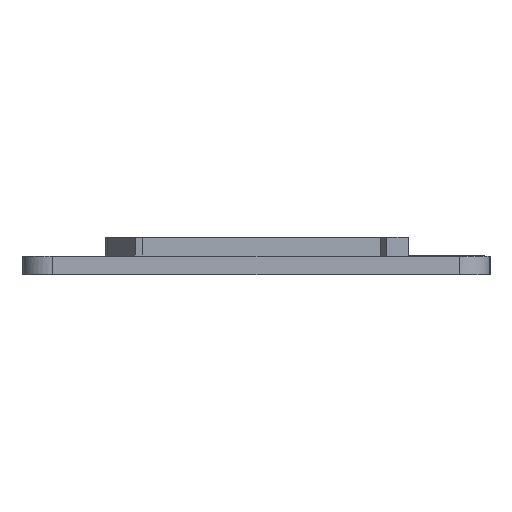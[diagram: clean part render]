
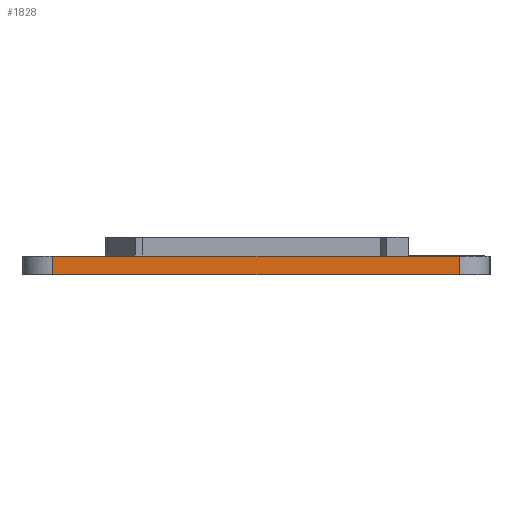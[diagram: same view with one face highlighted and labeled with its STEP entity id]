
A CAD part, left-side view. The second image highlights one B-rep face of the part: STEP entity #1828.
In plain terms, the highlighted free-form (B-spline) face has degree [1, 1] with [2, 2] control points.
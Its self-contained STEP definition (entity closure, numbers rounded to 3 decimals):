
#858 = VERTEX_POINT('',#859);
#859 = CARTESIAN_POINT('',(0.,83.013,0.));
#865 = EDGE_CURVE('',#866,#858,#868,.T.);
#866 = VERTEX_POINT('',#867);
#867 = CARTESIAN_POINT('',(0.,5.876,0.));
#868 = B_SPLINE_CURVE_WITH_KNOTS('',1,(#869,#870),.UNSPECIFIED.,.F.,.F.,
  (2,2),(5.,70.637),.PIECEWISE_BEZIER_KNOTS.);
#869 = CARTESIAN_POINT('',(0.,5.876,0.));
#870 = CARTESIAN_POINT('',(0.,83.013,0.));
#1828 = ADVANCED_FACE('',(#1829),#1851,.F.);
#1829 = FACE_BOUND('',#1830,.T.);
#1830 = EDGE_LOOP('',(#1831,#1832,#1839,#1846));
#1831 = ORIENTED_EDGE('',*,*,#865,.T.);
#1832 = ORIENTED_EDGE('',*,*,#1833,.T.);
#1833 = EDGE_CURVE('',#858,#1834,#1836,.T.);
#1834 = VERTEX_POINT('',#1835);
#1835 = CARTESIAN_POINT('',(0.,83.013,-3.526));
#1836 = B_SPLINE_CURVE_WITH_KNOTS('',1,(#1837,#1838),.UNSPECIFIED.,.F.,
  .F.,(2,2),(-3.,-0.),.PIECEWISE_BEZIER_KNOTS.);
#1837 = CARTESIAN_POINT('',(0.,83.013,0.));
#1838 = CARTESIAN_POINT('',(0.,83.013,-3.526));
#1839 = ORIENTED_EDGE('',*,*,#1840,.F.);
#1840 = EDGE_CURVE('',#1841,#1834,#1843,.T.);
#1841 = VERTEX_POINT('',#1842);
#1842 = CARTESIAN_POINT('',(0.,5.876,-3.526));
#1843 = B_SPLINE_CURVE_WITH_KNOTS('',1,(#1844,#1845),.UNSPECIFIED.,.F.,
  .F.,(2,2),(5.,70.637),.PIECEWISE_BEZIER_KNOTS.);
#1844 = CARTESIAN_POINT('',(0.,5.876,-3.526));
#1845 = CARTESIAN_POINT('',(0.,83.013,-3.526));
#1846 = ORIENTED_EDGE('',*,*,#1847,.T.);
#1847 = EDGE_CURVE('',#1841,#866,#1848,.T.);
#1848 = B_SPLINE_CURVE_WITH_KNOTS('',1,(#1849,#1850),.UNSPECIFIED.,.F.,
  .F.,(2,2),(0.,3.),.PIECEWISE_BEZIER_KNOTS.);
#1849 = CARTESIAN_POINT('',(0.,5.876,-3.526));
#1850 = CARTESIAN_POINT('',(0.,5.876,0.));
#1851 = B_SPLINE_SURFACE_WITH_KNOTS('',1,1,(
    (#1852,#1853)
    ,(#1854,#1855
    )),.UNSPECIFIED.,.F.,.F.,.F.,(2,2),(2,2),(-3.,0.),(5.,
    70.637),.PIECEWISE_BEZIER_KNOTS.);
#1852 = CARTESIAN_POINT('',(0.,5.876,0.));
#1853 = CARTESIAN_POINT('',(0.,83.013,0.));
#1854 = CARTESIAN_POINT('',(0.,5.876,-3.526));
#1855 = CARTESIAN_POINT('',(0.,83.013,-3.526));
